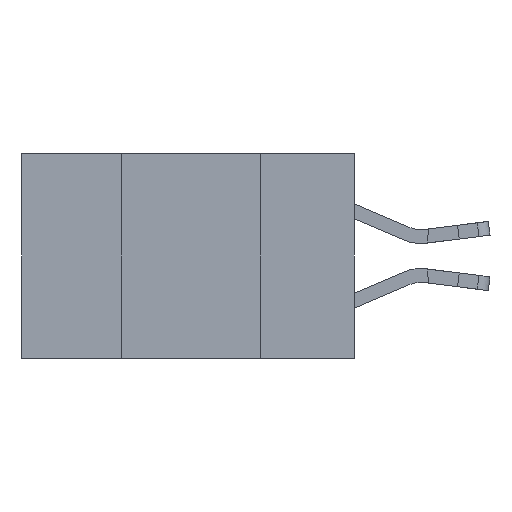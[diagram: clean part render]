
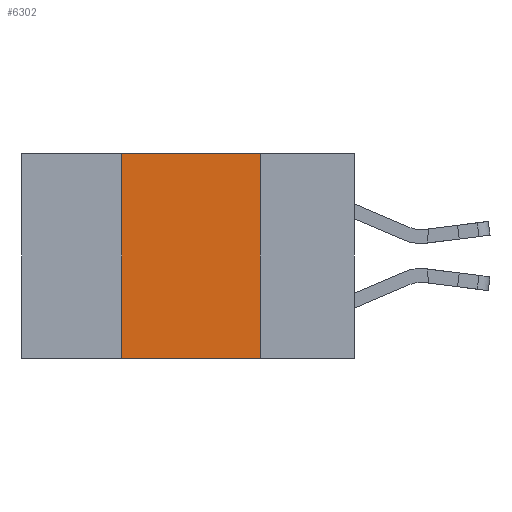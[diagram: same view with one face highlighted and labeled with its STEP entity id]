
A CAD part, left-side view. The second image highlights one B-rep face of the part: STEP entity #6302.
In plain terms, the highlighted planar face has unit normal (-1, 0, 0).
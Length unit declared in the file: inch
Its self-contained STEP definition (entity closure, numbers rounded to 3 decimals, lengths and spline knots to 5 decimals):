
#825 = LINE ( 'NONE', #9983, #15872 ) ;
#1212 = CARTESIAN_POINT ( 'NONE',  ( 0., 0.17, 0. ) ) ;
#1750 = EDGE_CURVE ( 'NONE', #8010, #12226, #19247, .T. ) ;
#1790 = CARTESIAN_POINT ( 'NONE',  ( 0., 0.42, 0. ) ) ;
#2492 = CARTESIAN_POINT ( 'NONE',  ( 0., 0.42, -0.37 ) ) ;
#5089 = ORIENTED_EDGE ( 'NONE', *, *, #7787, .F. ) ;
#5638 = CARTESIAN_POINT ( 'NONE',  ( 0., 0.6, 0. ) ) ;
#6253 = EDGE_CURVE ( 'NONE', #12226, #15873, #16569, .T. ) ;
#6302 = ADVANCED_FACE ( 'NONE', ( #15654 ), #15935, .F. ) ;
#6559 = CARTESIAN_POINT ( 'NONE',  ( 0., 0.17, 0. ) ) ;
#6816 = ORIENTED_EDGE ( 'NONE', *, *, #6253, .F. ) ;
#7139 = DIRECTION ( 'NONE',  ( 0., 0., -1. ) ) ;
#7204 = DIRECTION ( 'NONE',  ( 1., 0., 0. ) ) ;
#7787 = EDGE_CURVE ( 'NONE', #15873, #15057, #10049, .T. ) ;
#8010 = VERTEX_POINT ( 'NONE', #2492 ) ;
#8101 = DIRECTION ( 'NONE',  ( 0., 0., -1. ) ) ;
#8265 = ORIENTED_EDGE ( 'NONE', *, *, #1750, .F. ) ;
#8596 = VECTOR ( 'NONE', #16587, 39.37008 ) ;
#8687 = CARTESIAN_POINT ( 'NONE',  ( 0., 0.6, 0. ) ) ;
#9983 = CARTESIAN_POINT ( 'NONE',  ( 0., 0.6, -0.37 ) ) ;
#10045 = DIRECTION ( 'NONE',  ( 0., -1., 0. ) ) ;
#10049 = LINE ( 'NONE', #6559, #17473 ) ;
#12226 = VERTEX_POINT ( 'NONE', #1790 ) ;
#13511 = AXIS2_PLACEMENT_3D ( 'NONE', #5638, #7204, #7139 ) ;
#15057 = VERTEX_POINT ( 'NONE', #18518 ) ;
#15068 = ORIENTED_EDGE ( 'NONE', *, *, #15251, .T. ) ;
#15251 = EDGE_CURVE ( 'NONE', #8010, #15057, #825, .T. ) ;
#15291 = VECTOR ( 'NONE', #17759, 39.37008 ) ;
#15654 = FACE_OUTER_BOUND ( 'NONE', #18884, .T. ) ;
#15872 = VECTOR ( 'NONE', #10045, 39.37008 ) ;
#15873 = VERTEX_POINT ( 'NONE', #1212 ) ;
#15935 = PLANE ( 'NONE',  #13511 ) ;
#16426 = CARTESIAN_POINT ( 'NONE',  ( 0., 0.42, 0. ) ) ;
#16569 = LINE ( 'NONE', #8687, #8596 ) ;
#16587 = DIRECTION ( 'NONE',  ( 0., -1., 0. ) ) ;
#17473 = VECTOR ( 'NONE', #8101, 39.37008 ) ;
#17759 = DIRECTION ( 'NONE',  ( 0., 0., 1. ) ) ;
#18518 = CARTESIAN_POINT ( 'NONE',  ( 0., 0.17, -0.37 ) ) ;
#18884 = EDGE_LOOP ( 'NONE', ( #5089, #6816, #8265, #15068 ) ) ;
#19247 = LINE ( 'NONE', #16426, #15291 ) ;
